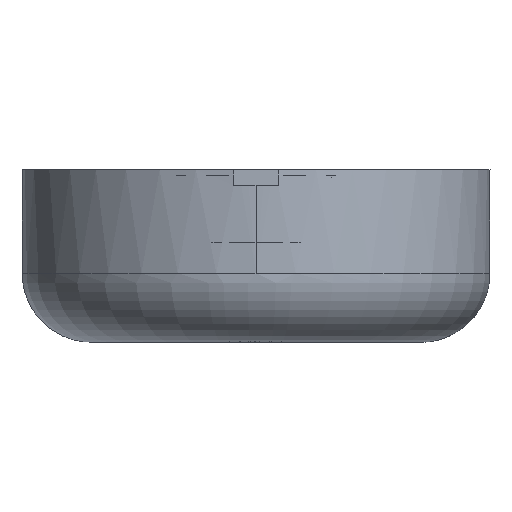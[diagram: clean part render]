
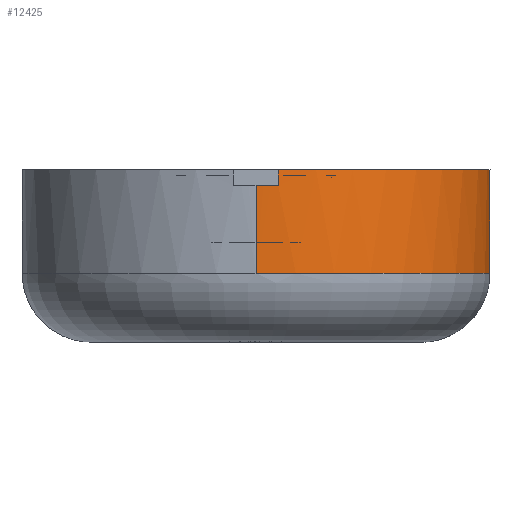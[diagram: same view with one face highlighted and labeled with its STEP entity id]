
A CAD part, left-side view. The second image highlights one B-rep face of the part: STEP entity #12425.
In plain terms, the highlighted cylindrical face has radius 23.75 mm (diameter 47.5 mm), a partial arc.
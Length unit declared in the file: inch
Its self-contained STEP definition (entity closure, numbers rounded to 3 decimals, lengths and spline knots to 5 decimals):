
#560 = LINE ( 'NONE', #19851, #12737 ) ;
#882 = ORIENTED_EDGE ( 'NONE', *, *, #21585, .T. ) ;
#1020 = VECTOR ( 'NONE', #2437, 39.37008 ) ;
#1139 = CARTESIAN_POINT ( 'NONE',  ( 0.85698, -0.37402, 0.68898 ) ) ;
#1703 = FACE_OUTER_BOUND ( 'NONE', #13367, .T. ) ;
#2437 = DIRECTION ( 'NONE',  ( 0., 0., -1. ) ) ;
#2486 = ORIENTED_EDGE ( 'NONE', *, *, #22301, .F. ) ;
#2852 = CARTESIAN_POINT ( 'NONE',  ( -0.93504, 0., 0.62598 ) ) ;
#3674 = DIRECTION ( 'NONE',  ( 0., 0., 1. ) ) ;
#5296 = CARTESIAN_POINT ( 'NONE',  ( 0., 0., 0.27559 ) ) ;
#5620 = EDGE_CURVE ( 'NONE', #21210, #12906, #16325, .T. ) ;
#6046 = CARTESIAN_POINT ( 'NONE',  ( 0., 0., 0.68898 ) ) ;
#6171 = DIRECTION ( 'NONE',  ( -1., 0., 0. ) ) ;
#6837 = DIRECTION ( 'NONE',  ( 1., 0., 0. ) ) ;
#7120 = CARTESIAN_POINT ( 'NONE',  ( -0.93083, -0.08858, 0.68898 ) ) ;
#7155 = AXIS2_PLACEMENT_3D ( 'NONE', #5296, #24328, #6837 ) ;
#7937 = VERTEX_POINT ( 'NONE', #12562 ) ;
#8055 = CARTESIAN_POINT ( 'NONE',  ( -0.93083, -0.08858, 0.62598 ) ) ;
#8171 = CARTESIAN_POINT ( 'NONE',  ( 0.85698, -0.37402, 0.27559 ) ) ;
#8361 = DIRECTION ( 'NONE',  ( 0., 0., -1. ) ) ;
#8670 = EDGE_CURVE ( 'NONE', #21210, #7937, #560, .T. ) ;
#8872 = VERTEX_POINT ( 'NONE', #13455 ) ;
#9334 = EDGE_CURVE ( 'NONE', #8872, #22533, #18625, .T. ) ;
#10146 = ORIENTED_EDGE ( 'NONE', *, *, #5620, .F. ) ;
#10700 = ORIENTED_EDGE ( 'NONE', *, *, #8670, .T. ) ;
#11425 = CYLINDRICAL_SURFACE ( 'NONE', #19053, 0.93504 ) ;
#11475 = DIRECTION ( 'NONE',  ( 1., 0., 0. ) ) ;
#12425 = ADVANCED_FACE ( 'NONE', ( #1703 ), #11425, .T. ) ;
#12562 = CARTESIAN_POINT ( 'NONE',  ( -0.93504, 0., 0.27559 ) ) ;
#12737 = VECTOR ( 'NONE', #8361, 39.37008 ) ;
#12906 = VERTEX_POINT ( 'NONE', #8055 ) ;
#13367 = EDGE_LOOP ( 'NONE', ( #10146, #10700, #21527, #24043, #2486, #882 ) ) ;
#13449 = DIRECTION ( 'NONE',  ( 0., 0., 1. ) ) ;
#13455 = CARTESIAN_POINT ( 'NONE',  ( 0.85698, -0.37402, 0.68898 ) ) ;
#16113 = CIRCLE ( 'NONE', #7155, 0.93504 ) ;
#16325 = CIRCLE ( 'NONE', #21629, 0.93504 ) ;
#16716 = DIRECTION ( 'NONE',  ( 0., 0., -1. ) ) ;
#17461 = CARTESIAN_POINT ( 'NONE',  ( 0., 0., 0.68898 ) ) ;
#18343 = EDGE_CURVE ( 'NONE', #7937, #22533, #16113, .T. ) ;
#18625 = LINE ( 'NONE', #1139, #24592 ) ;
#19048 = AXIS2_PLACEMENT_3D ( 'NONE', #17461, #3674, #11475 ) ;
#19053 = AXIS2_PLACEMENT_3D ( 'NONE', #6046, #23402, #6171 ) ;
#19851 = CARTESIAN_POINT ( 'NONE',  ( -0.93504, 0., 0.68898 ) ) ;
#19894 = VERTEX_POINT ( 'NONE', #7120 ) ;
#21210 = VERTEX_POINT ( 'NONE', #2852 ) ;
#21225 = DIRECTION ( 'NONE',  ( -1., 0., 0. ) ) ;
#21527 = ORIENTED_EDGE ( 'NONE', *, *, #18343, .T. ) ;
#21585 = EDGE_CURVE ( 'NONE', #19894, #12906, #21722, .T. ) ;
#21629 = AXIS2_PLACEMENT_3D ( 'NONE', #23132, #13449, #21225 ) ;
#21722 = LINE ( 'NONE', #24141, #1020 ) ;
#22301 = EDGE_CURVE ( 'NONE', #19894, #8872, #22731, .T. ) ;
#22533 = VERTEX_POINT ( 'NONE', #8171 ) ;
#22731 = CIRCLE ( 'NONE', #19048, 0.93504 ) ;
#23132 = CARTESIAN_POINT ( 'NONE',  ( 0., 0., 0.62598 ) ) ;
#23402 = DIRECTION ( 'NONE',  ( 0., 0., -1. ) ) ;
#24043 = ORIENTED_EDGE ( 'NONE', *, *, #9334, .F. ) ;
#24141 = CARTESIAN_POINT ( 'NONE',  ( -0.93083, -0.08858, 0.68898 ) ) ;
#24328 = DIRECTION ( 'NONE',  ( 0., 0., 1. ) ) ;
#24592 = VECTOR ( 'NONE', #16716, 39.37008 ) ;
